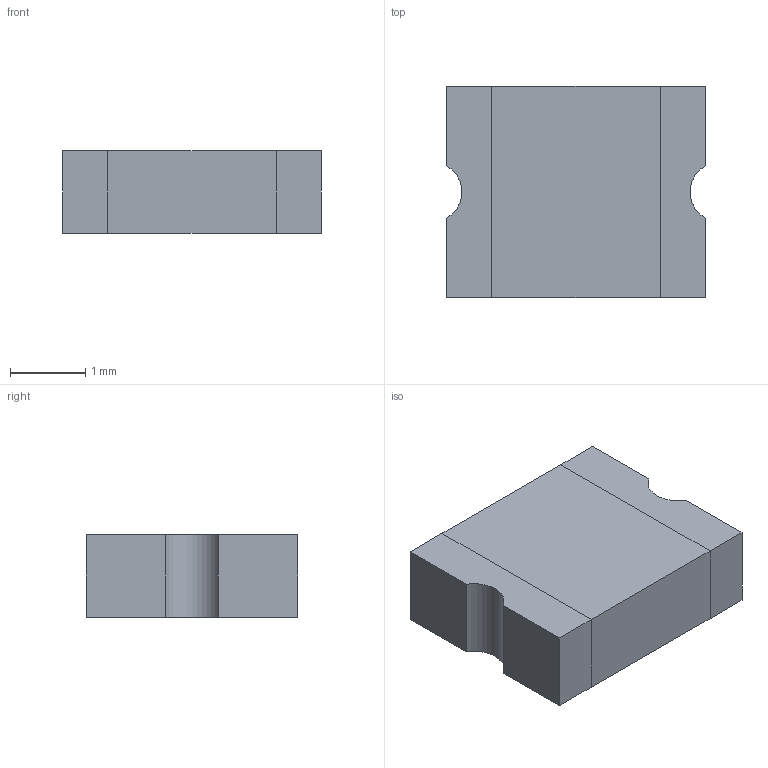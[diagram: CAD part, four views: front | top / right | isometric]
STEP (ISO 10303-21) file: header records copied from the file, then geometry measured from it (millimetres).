
FILE_DESCRIPTION((''),'2;1');
FILE_NAME('FUSR_BOURNS_MF-USMF005.stp','2010-07-06T16:08:49',(''),(''),'Mechanical Desktop 2010','Mechanical Desktop 2010',', , ');
FILE_SCHEMA(('AUTOMOTIVE_DESIGN { 1 2 10303 214 1 1 1 1 }'));
Length unit declared in the file: millimetre
Products named in the file (1): Product
Bounding box: 3.43 x 2.8 x 1.1 mm (x, y, z)
Volume: 10.3 mm3; surface area: 45.2 mm2
Topology: 3 solids, 3 shells, 22 faces, 48 edges, 32 vertices
Faces by surface type: plane 20, cylinder 2
Entity records: 646 total; most frequent: CARTESIAN_POINT 103, DIRECTION 98, ORIENTED_EDGE 96, EDGE_CURVE 48, VECTOR 44, LINE 44, VERTEX_POINT 32, AXIS2_PLACEMENT_3D 27
